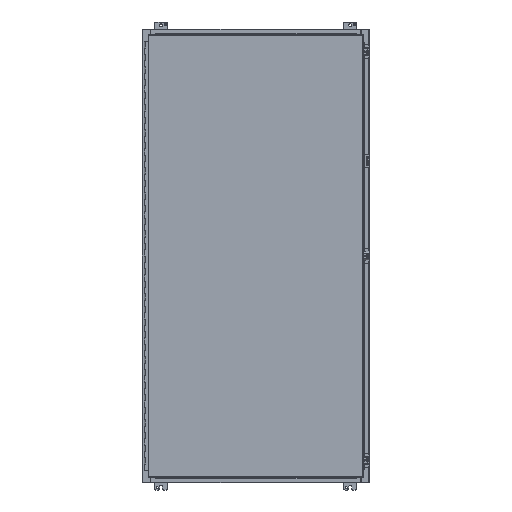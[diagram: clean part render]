
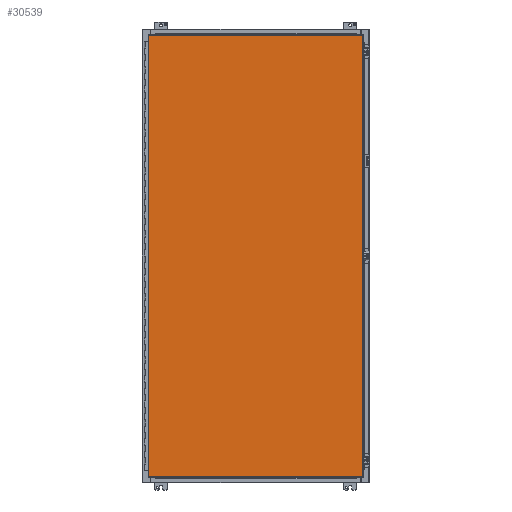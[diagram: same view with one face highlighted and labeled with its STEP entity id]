
A CAD part, front view. The second image highlights one B-rep face of the part: STEP entity #30539.
In plain terms, the highlighted planar face has unit normal (0, -1, 0).
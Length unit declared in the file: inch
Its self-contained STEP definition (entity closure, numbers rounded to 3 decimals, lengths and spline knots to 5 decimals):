
#632 = CARTESIAN_POINT ( 'NONE',  ( -16.952, -13.185, 34.9945 ) ) ;
#2375 = VERTEX_POINT ( 'NONE', #50984 ) ;
#2702 = FACE_OUTER_BOUND ( 'NONE', #32689, .T. ) ;
#3473 = ORIENTED_EDGE ( 'NONE', *, *, #16972, .T. ) ;
#9050 = VECTOR ( 'NONE', #17146, 39.37008 ) ;
#11851 = DIRECTION ( 'NONE',  ( 0., -1., 0. ) ) ;
#13930 = EDGE_CURVE ( 'NONE', #30066, #33374, #41822, .T. ) ;
#14295 = EDGE_CURVE ( 'NONE', #33374, #43035, #23481, .T. ) ;
#14946 = CARTESIAN_POINT ( 'NONE',  ( -16.952, -13.185, -34.9945 ) ) ;
#16972 = EDGE_CURVE ( 'NONE', #2375, #30066, #44272, .T. ) ;
#17146 = DIRECTION ( 'NONE',  ( 1., 0., 0. ) ) ;
#20989 = VECTOR ( 'NONE', #33540, 39.37008 ) ;
#23481 = LINE ( 'NONE', #632, #28216 ) ;
#26150 = PLANE ( 'NONE',  #28424 ) ;
#26592 = CARTESIAN_POINT ( 'NONE',  ( -16.952, -13.185, -34.9945 ) ) ;
#28216 = VECTOR ( 'NONE', #46931, 39.37008 ) ;
#28424 = AXIS2_PLACEMENT_3D ( 'NONE', #31016, #11851, #49302 ) ;
#30066 = VERTEX_POINT ( 'NONE', #48478 ) ;
#30539 = ADVANCED_FACE ( 'NONE', ( #2702 ), #26150, .T. ) ;
#31016 = CARTESIAN_POINT ( 'NONE',  ( -16.952, -13.185, -34.9945 ) ) ;
#32364 = CARTESIAN_POINT ( 'NONE',  ( -16.952, -13.185, 34.9945 ) ) ;
#32399 = CARTESIAN_POINT ( 'NONE',  ( 17.02, -13.185, 34.9945 ) ) ;
#32689 = EDGE_LOOP ( 'NONE', ( #53818, #35087, #53601, #3473 ) ) ;
#33374 = VERTEX_POINT ( 'NONE', #32399 ) ;
#33540 = DIRECTION ( 'NONE',  ( 0., 0., -1. ) ) ;
#35087 = ORIENTED_EDGE ( 'NONE', *, *, #14295, .T. ) ;
#41822 = LINE ( 'NONE', #47297, #48623 ) ;
#43035 = VERTEX_POINT ( 'NONE', #32364 ) ;
#44272 = LINE ( 'NONE', #26592, #9050 ) ;
#46931 = DIRECTION ( 'NONE',  ( -1., 0., 0. ) ) ;
#47297 = CARTESIAN_POINT ( 'NONE',  ( 17.02, -13.185, -34.9945 ) ) ;
#48478 = CARTESIAN_POINT ( 'NONE',  ( 17.02, -13.185, -34.9945 ) ) ;
#48623 = VECTOR ( 'NONE', #52169, 39.37008 ) ;
#49302 = DIRECTION ( 'NONE',  ( 0., 0., -1. ) ) ;
#50984 = CARTESIAN_POINT ( 'NONE',  ( -16.952, -13.185, -34.9945 ) ) ;
#52169 = DIRECTION ( 'NONE',  ( 0., 0., 1. ) ) ;
#53601 = ORIENTED_EDGE ( 'NONE', *, *, #55035, .T. ) ;
#53818 = ORIENTED_EDGE ( 'NONE', *, *, #13930, .T. ) ;
#55035 = EDGE_CURVE ( 'NONE', #43035, #2375, #56677, .T. ) ;
#56677 = LINE ( 'NONE', #14946, #20989 ) ;
